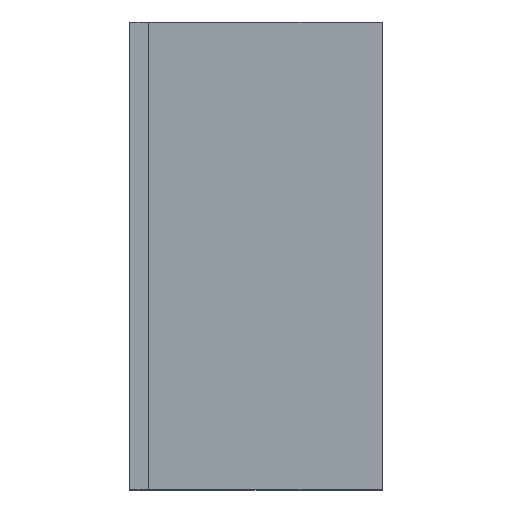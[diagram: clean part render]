
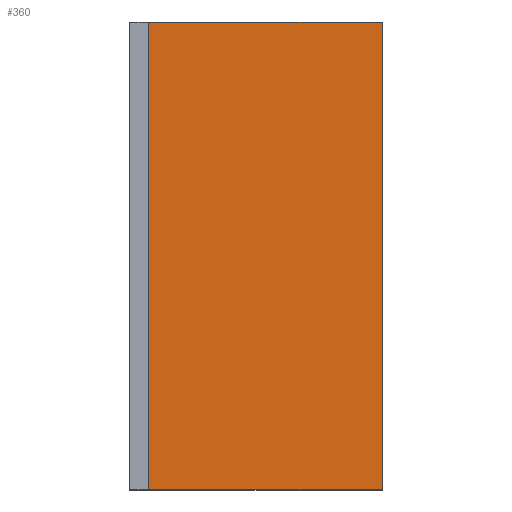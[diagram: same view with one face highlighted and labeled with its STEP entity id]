
A CAD part, top view. The second image highlights one B-rep face of the part: STEP entity #360.
In plain terms, the highlighted planar face has unit normal (0, 0, 1).
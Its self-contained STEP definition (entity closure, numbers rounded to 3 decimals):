
#32=FACE_OUTER_BOUND('',#52,.T.);
#52=EDGE_LOOP('',(#263,#264,#265,#266));
#73=LINE('',#511,#117);
#86=LINE('',#537,#130);
#88=LINE('',#540,#132);
#89=LINE('',#542,#133);
#117=VECTOR('',#417,10.);
#130=VECTOR('',#436,10.);
#132=VECTOR('',#440,10.);
#133=VECTOR('',#443,10.);
#161=VERTEX_POINT('',#509);
#162=VERTEX_POINT('',#510);
#169=VERTEX_POINT('',#530);
#172=VERTEX_POINT('',#535);
#193=EDGE_CURVE('',#161,#162,#73,.T.);
#206=EDGE_CURVE('',#172,#169,#86,.T.);
#208=EDGE_CURVE('',#162,#169,#88,.T.);
#209=EDGE_CURVE('',#172,#161,#89,.T.);
#263=ORIENTED_EDGE('',*,*,#193,.T.);
#264=ORIENTED_EDGE('',*,*,#208,.T.);
#265=ORIENTED_EDGE('',*,*,#206,.F.);
#266=ORIENTED_EDGE('',*,*,#209,.T.);
#342=PLANE('',#394);
#360=ADVANCED_FACE('',(#32),#342,.T.);
#394=AXIS2_PLACEMENT_3D('',#541,#441,#442);
#417=DIRECTION('',(0.,-1.,0.));
#436=DIRECTION('',(0.,-1.,0.));
#440=DIRECTION('',(1.,0.,0.));
#441=DIRECTION('center_axis',(0.,0.,1.));
#442=DIRECTION('ref_axis',(1.,0.,0.));
#443=DIRECTION('',(-1.,0.,0.));
#509=CARTESIAN_POINT('',(-0.65,12.3,4.75));
#510=CARTESIAN_POINT('',(-0.65,2.3,4.75));
#511=CARTESIAN_POINT('',(-0.65,4.475,4.75));
#530=CARTESIAN_POINT('',(4.35,2.3,4.75));
#535=CARTESIAN_POINT('',(4.35,12.3,4.75));
#537=CARTESIAN_POINT('',(4.35,3.65,4.75));
#540=CARTESIAN_POINT('',(0.65,2.3,4.75));
#541=CARTESIAN_POINT('Origin',(1.65,6.65,4.75));
#542=CARTESIAN_POINT('',(-0.35,12.3,4.75));
